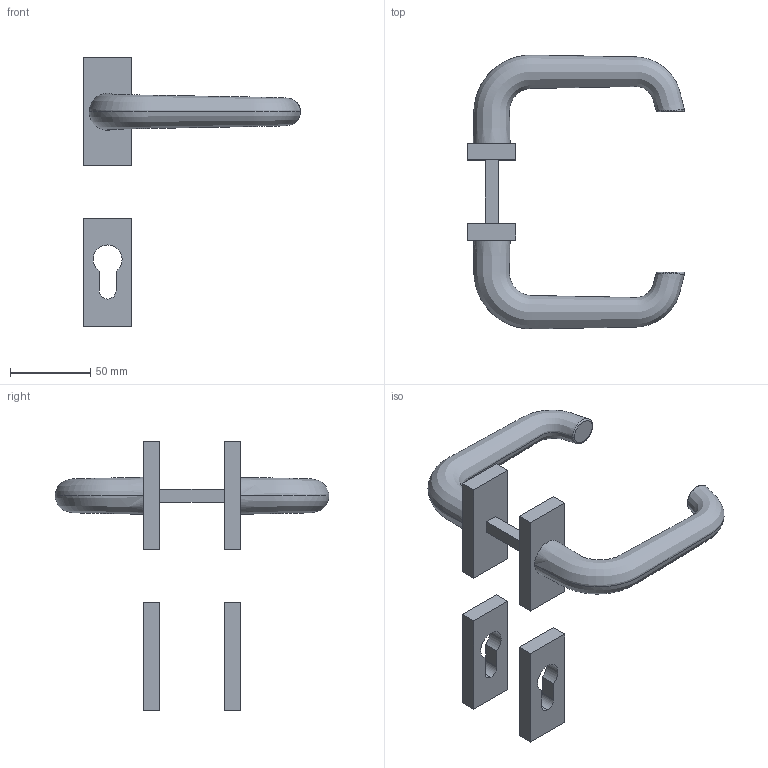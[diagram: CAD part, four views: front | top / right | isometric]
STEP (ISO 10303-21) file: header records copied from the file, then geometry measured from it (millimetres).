
FILE_DESCRIPTION(('STEP AP214'),'1');
FILE_NAME('cctmp_93DADDB1-91C2-404A-BCD9-2B4FAB770F3D_2020_1_20_10_14_12_161..stp','2020-01-20T09:14:12',('Bosch Rexroth AG'),('CADClick - www.CADClick.com'),'Spatial InterOp 3D',' ','unknown authorization - (Healing Option Enabled)');
FILE_SCHEMA(('AUTOMOTIVE_DESIGN'));
Length unit declared in the file: millimetre
Products named in the file (1): 1
Bounding box: 135.23 x 170.78 x 167.5 mm (x, y, z)
Volume: 177243.6 mm3; surface area: 45061.3 mm2
Topology: 3 solids, 3 shells, 50 faces, 116 edges, 76 vertices
Faces by surface type: plane 34, cylinder 8, bspline 8
Entity records: 20620 total; most frequent: CARTESIAN_POINT 19069, ORIENTED_EDGE 232, DIRECTION 202, EDGE_CURVE 116, LINE 80, VECTOR 80, VERTEX_POINT 76, AXIS2_PLACEMENT_3D 61
